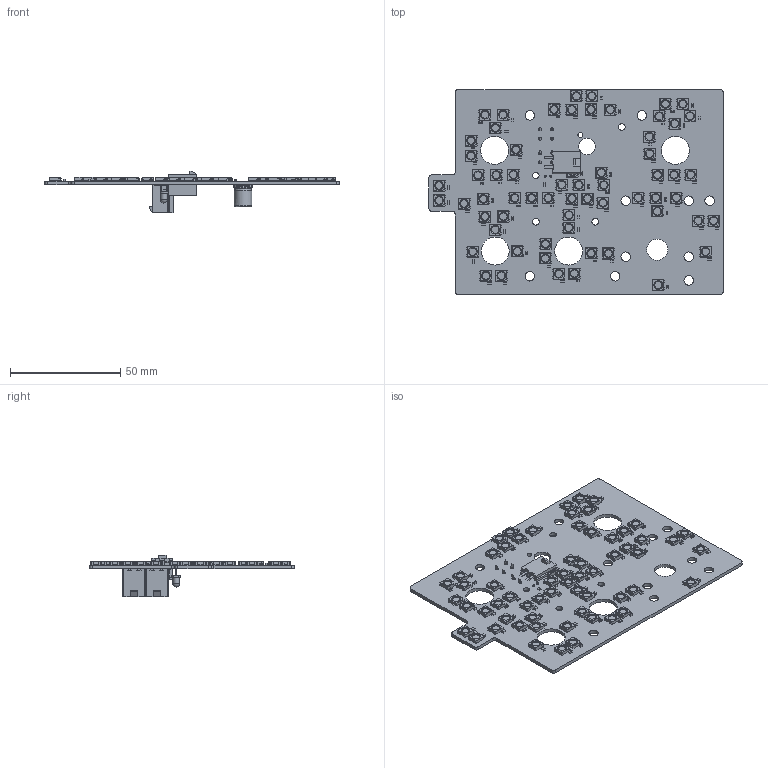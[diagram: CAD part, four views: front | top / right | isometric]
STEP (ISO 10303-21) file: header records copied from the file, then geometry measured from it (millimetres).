
FILE_DESCRIPTION(('KiCad electronic assembly'),'2;1');
FILE_NAME('ECS Panel PCB V2.step','2021-02-02T19:28:49',('An Author'),( 'A Company'),'Open CASCADE STEP processor 6.9', 'KiCad to STEP converter','Unknown');
FILE_SCHEMA(('AUTOMOTIVE_DESIGN { 1 0 10303 214 1 1 1 1 }'));
Length unit declared in the file: millimetre
Products named in the file (16): Open CASCADE STEP translator 6.9 1; LED_WS2812B_PLCC4_5.0x5.0mm_P3.2mm; SOLID; C_0603_1608Metric; Molex_Mini-Fit_Jr_5566-04A_2x02_P4.20mm_Vertical; R_0603_1608Metric; LED_D3.0mm; CP_Elec_8x10; COMPOUND
Assembly tree (138 placements, depth 3):
  Open CASCADE STEP translator 6.9 1
    LED_WS2812B_PLCC4_5.0x5.0mm_P3.2mm  x63
      SOLID
    C_0603_1608Metric  x61
      SOLID
    Molex_Mini-Fit_Jr_5566-04A_2x02_P4.20mm_Vertical
      SOLID
    Molex_Mini-Fit_Jr_5566-04A_2x02_P4.20mm_Vertical  x2
      SOLID
    R_0603_1608Metric
      SOLID
    LED_D3.0mm
      SOLID
    CP_Elec_8x10
      SOLID
    COMPOUND
Bounding box: 133.55 x 93.01 x 19 mm (x, y, z)
Volume: 22083.3 mm3; surface area: 33602 mm2
Topology: 131 solids, 131 shells, 6514 faces, 18442 edges, 12161 vertices
Faces by surface type: plane 4260, cylinder 2183, cone 63, torus 4, bspline 2, sphere 1, revolution 1
Full cylindrical faces by diameter (mm): 0.9 x2, 1.4 x8, 2.269 x1, 2.928 x1, 3 x1, 3.1 x3, 3.333 x63, 4.3 x4, 4.305 x6, 7.5 x1, 8 x2, 9.525 x1, 12.7 x4
Entity records: 36315 total; most frequent: CARTESIAN_POINT 6455, DIRECTION 5306, LINE 3519, VECTOR 3519, ORIENTED_EDGE 2630, PCURVE 2630, DEFINITIONAL_REPRESENTATION 2630, EDGE_CURVE 1315
